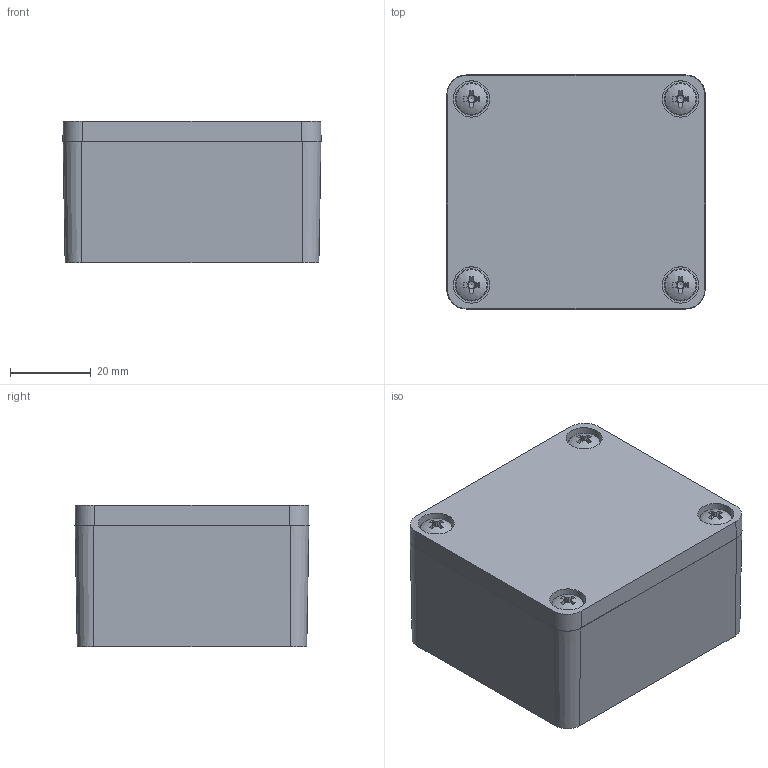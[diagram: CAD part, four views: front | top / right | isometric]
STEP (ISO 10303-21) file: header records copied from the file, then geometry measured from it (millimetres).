
FILE_DESCRIPTION (( 'STEP AP214' ), '1' );
FILE_NAME ('2011378.stp', '2024-04-24T10:42:24', ( '' ), ( '' ), 'SwSTEP 2.0', 'SolidWorks 2022', '' );
FILE_SCHEMA (( 'AUTOMOTIVE_DESIGN' ));
Length unit declared in the file: millimetre
Products named in the file (4): 064360_060503; P_063643_1_ISO 7045 - M4 x 12 - Z --- 12N; 064350_060603; 2011378
Assembly tree (6 placements, depth 2):
  2011378
    064350_060603
    064360_060503
    P_063643_1_ISO 7045 - M4 x 12 - Z --- 12N  x4
Bounding box: 64 x 58 x 35 mm (x, y, z)
Volume: 58127.6 mm3; surface area: 32675.3 mm2
Topology: 6 solids, 6 shells, 181 faces, 430 edges, 272 vertices
Faces by surface type: plane 109, cylinder 34, cone 26, torus 8, sphere 4
Full cylindrical faces by diameter (mm): 3.3 x6, 4 x4, 4.5 x6, 8 x4, 8.5 x2, 9 x4
Entity records: 2914 total; most frequent: CARTESIAN_POINT 536, DIRECTION 470, ORIENTED_EDGE 416, EDGE_CURVE 208, AXIS2_PLACEMENT_3D 180, VERTEX_POINT 150, EDGE_LOOP 150, FACE_OUTER_BOUND 120
